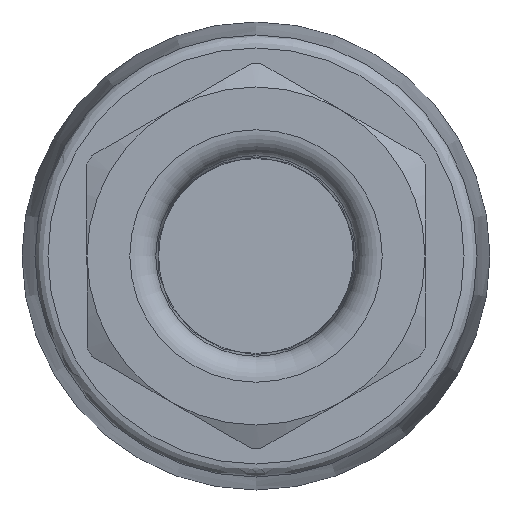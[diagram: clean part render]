
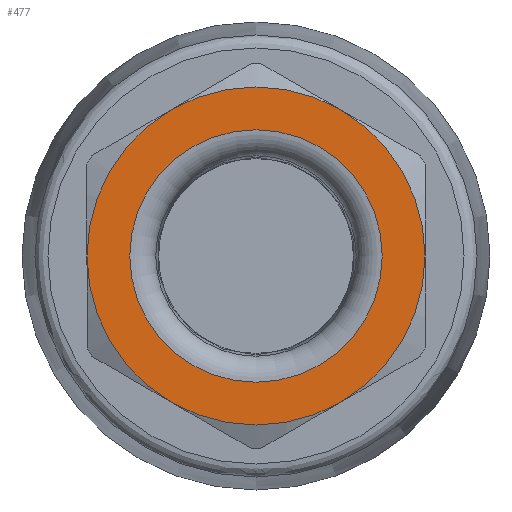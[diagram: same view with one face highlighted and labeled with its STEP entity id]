
A CAD part, front view. The second image highlights one B-rep face of the part: STEP entity #477.
In plain terms, the highlighted planar face has unit normal (0, -1, 0).
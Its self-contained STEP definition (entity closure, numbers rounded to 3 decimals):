
#477=ADVANCED_FACE('',(#652,#653),#572,.F.);
#572=PLANE('',#2379);
#652=FACE_BOUND('',#781,.T.);
#653=FACE_BOUND('',#782,.T.);
#781=EDGE_LOOP('',(#1308));
#782=EDGE_LOOP('',(#1309,#1310,#1311,#1312,#1313,#1314));
#893=CIRCLE('',#2372,4.854);
#894=CIRCLE('',#2373,6.5);
#895=CIRCLE('',#2374,6.5);
#896=CIRCLE('',#2375,6.5);
#897=CIRCLE('',#2376,6.5);
#898=CIRCLE('',#2377,6.5);
#899=CIRCLE('',#2378,6.5);
#1308=ORIENTED_EDGE('',*,*,#1878,.T.);
#1309=ORIENTED_EDGE('',*,*,#1879,.F.);
#1310=ORIENTED_EDGE('',*,*,#1880,.F.);
#1311=ORIENTED_EDGE('',*,*,#1881,.F.);
#1312=ORIENTED_EDGE('',*,*,#1882,.F.);
#1313=ORIENTED_EDGE('',*,*,#1883,.F.);
#1314=ORIENTED_EDGE('',*,*,#1884,.F.);
#1639=VERTEX_POINT('',#4248);
#1640=VERTEX_POINT('',#4250);
#1641=VERTEX_POINT('',#4251);
#1642=VERTEX_POINT('',#4253);
#1643=VERTEX_POINT('',#4255);
#1644=VERTEX_POINT('',#4257);
#1645=VERTEX_POINT('',#4259);
#1878=EDGE_CURVE('',#1639,#1639,#893,.T.);
#1879=EDGE_CURVE('',#1640,#1641,#894,.T.);
#1880=EDGE_CURVE('',#1642,#1640,#895,.T.);
#1881=EDGE_CURVE('',#1643,#1642,#896,.T.);
#1882=EDGE_CURVE('',#1644,#1643,#897,.T.);
#1883=EDGE_CURVE('',#1645,#1644,#898,.T.);
#1884=EDGE_CURVE('',#1641,#1645,#899,.T.);
#2372=AXIS2_PLACEMENT_3D('',#4247,#2865,#2866);
#2373=AXIS2_PLACEMENT_3D('',#4249,#2867,#2868);
#2374=AXIS2_PLACEMENT_3D('',#4252,#2869,#2870);
#2375=AXIS2_PLACEMENT_3D('',#4254,#2871,#2872);
#2376=AXIS2_PLACEMENT_3D('',#4256,#2873,#2874);
#2377=AXIS2_PLACEMENT_3D('',#4258,#2875,#2876);
#2378=AXIS2_PLACEMENT_3D('',#4260,#2877,#2878);
#2379=AXIS2_PLACEMENT_3D('',#4261,#2879,#2880);
#2865=DIRECTION('',(0.,1.,0.));
#2866=DIRECTION('',(0.,0.,1.));
#2867=DIRECTION('',(0.,1.,0.));
#2868=DIRECTION('',(-1.,0.,0.));
#2869=DIRECTION('',(0.,1.,0.));
#2870=DIRECTION('',(-1.,0.,0.));
#2871=DIRECTION('',(0.,1.,0.));
#2872=DIRECTION('',(-1.,0.,0.));
#2873=DIRECTION('',(0.,1.,0.));
#2874=DIRECTION('',(-1.,0.,0.));
#2875=DIRECTION('',(0.,1.,0.));
#2876=DIRECTION('',(-1.,0.,0.));
#2877=DIRECTION('',(0.,1.,0.));
#2878=DIRECTION('',(-1.,0.,0.));
#2879=DIRECTION('',(0.,1.,0.));
#2880=DIRECTION('',(0.,0.,1.));
#4247=CARTESIAN_POINT('',(21.985,-73.065,0.));
#4248=CARTESIAN_POINT('',(21.985,-73.065,4.854));
#4249=CARTESIAN_POINT('',(21.985,-73.065,0.));
#4250=CARTESIAN_POINT('',(18.734,-73.065,5.629));
#4251=CARTESIAN_POINT('',(25.235,-73.065,5.629));
#4252=CARTESIAN_POINT('',(21.985,-73.065,0.));
#4253=CARTESIAN_POINT('',(15.485,-73.065,0.));
#4254=CARTESIAN_POINT('',(21.985,-73.065,0.));
#4255=CARTESIAN_POINT('',(18.735,-73.065,-5.629));
#4256=CARTESIAN_POINT('',(21.985,-73.065,0.));
#4257=CARTESIAN_POINT('',(25.235,-73.065,-5.629));
#4258=CARTESIAN_POINT('',(21.985,-73.065,0.));
#4259=CARTESIAN_POINT('',(28.485,-73.065,0.));
#4260=CARTESIAN_POINT('',(21.985,-73.065,0.));
#4261=CARTESIAN_POINT('',(15.485,-73.065,-11.258));
